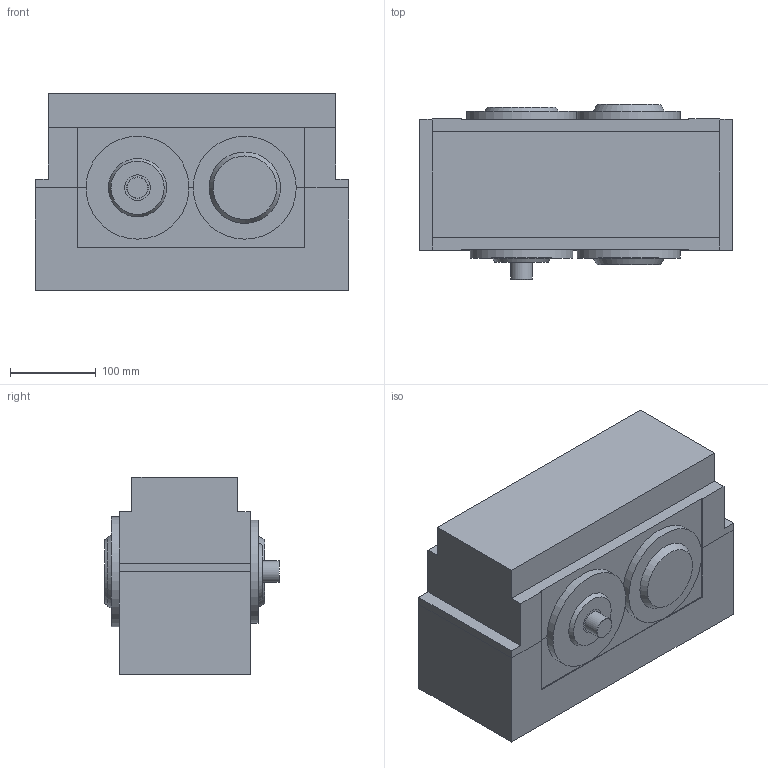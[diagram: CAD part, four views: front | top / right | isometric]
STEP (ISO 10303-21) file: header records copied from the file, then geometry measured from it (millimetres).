
FILE_DESCRIPTION(/* description */ ('','CAx-IF Rec.Pracs.---Representation and Presentation of Product Manufacturing Information (PMI)---4.0---2014-10-13'),/* implementation_level */ '2;1');
FILE_NAME(/* name */ 'Getriebe.stp',/* time_stamp */ '2020-02-14T16:52:54+01:00',/* author */ ('thomas'),/* organization */ (''),/* preprocessor_version */ 'ST-DEVELOPER v18',/* originating_system */ 'Autodesk Inventor 2020',/* authorisation */ '');
FILE_SCHEMA (('AP242_MANAGED_MODEL_BASED_3D_ENGINEERING_MIM_LF { 1 0 10303 442 1 1 4 }'));
Length unit declared in the file: millimetre
Products named in the file (1): G_000_Shrinkwrap_1
Bounding box: 365 x 204 x 230 mm (x, y, z)
Surface area: 412019.2 mm2 (no closed solid volume)
Topology: 0 solids, 7 shells, 55 faces, 148 edges, 105 vertices
Faces by surface type: plane 44, cylinder 6, cone 5
Full cylindrical faces by diameter (mm): 25 x1, 30 x1, 120 x3, 128 x1
Entity records: 1925 total; most frequent: DIRECTION 327, CARTESIAN_POINT 326, ORIENTED_EDGE 262, EDGE_CURVE 148, AXIS2_PLACEMENT_3D 110, LINE 107, VECTOR 107, VERTEX_POINT 105
